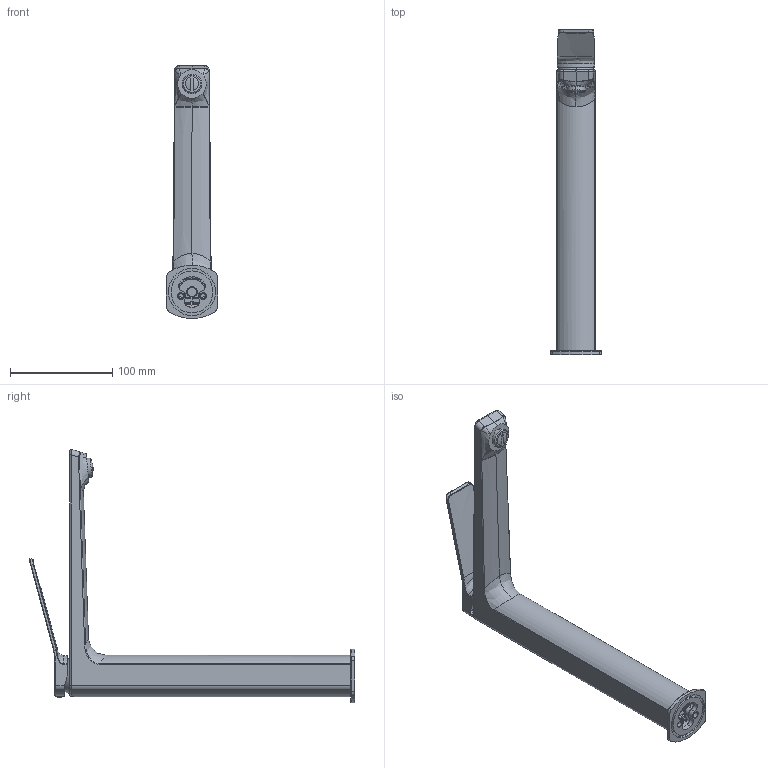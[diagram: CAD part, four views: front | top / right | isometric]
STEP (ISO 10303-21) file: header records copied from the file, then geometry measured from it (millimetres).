
FILE_DESCRIPTION((''),'2;1');
FILE_NAME('TI081CR','2021-11-09T08:08:26',('ut3'),('PAFFONI SpA'),'CREO PARAMETRIC BY PTC INC, 2020044','CREO PARAMETRIC BY PTC INC, 2020044','');
FILE_SCHEMA(('CONFIG_CONTROL_DESIGN','SHAPE_APPEARANCE_LAYERS_GROUPS'));
Length unit declared in the file: millimetre
Products named in the file (1): TI081CR
Bounding box: 50 x 318.81 x 247.82 mm (x, y, z)
Volume: 235417.6 mm3; surface area: 121838 mm2
Topology: 2 solids, 2 shells, 643 faces, 1504 edges, 854 vertices
Faces by surface type: bspline 214, cylinder 190, plane 125, cone 80, torus 24, sphere 10
Entity records: 49708 total; most frequent: CARTESIAN_POINT 32312, ORIENTED_EDGE 2948, DIRECTION 2188, EDGE_CURVE 1474, AXIS2_PLACEMENT_3D 857, VERTEX_POINT 854, EDGE_LOOP 676, FACE_OUTER_BOUND 643
